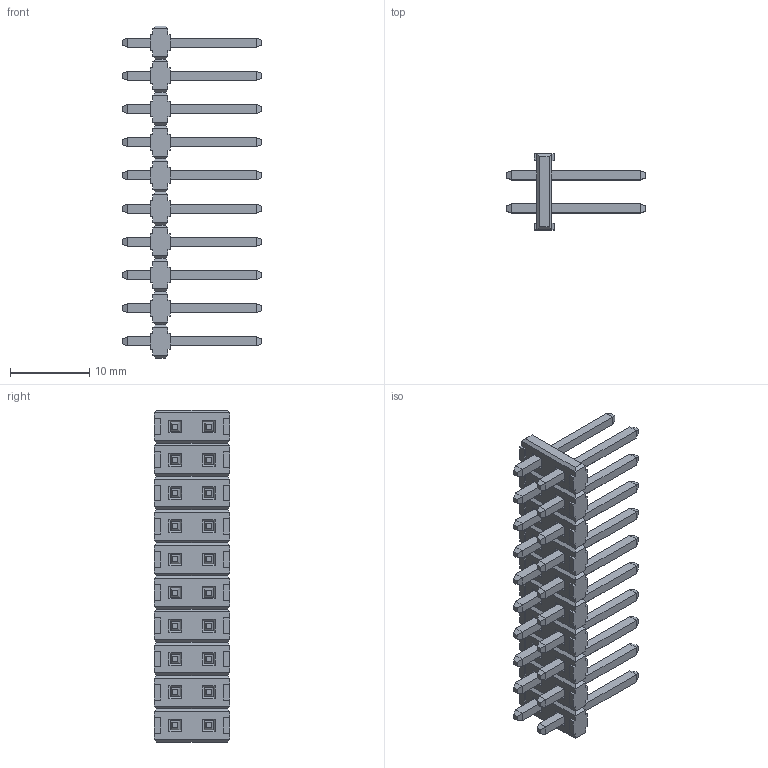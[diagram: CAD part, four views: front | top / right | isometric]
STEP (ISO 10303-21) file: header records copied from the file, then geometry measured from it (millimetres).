
FILE_DESCRIPTION( ('This file contains a STEP AP42 implementation' ,'as created by ZW3D STEP Interface translator.') ,'2;1' );
FILE_NAME( '1C25-12XXXXS175XX.stp' ,'23 320.164541', (''), ('ZWCAD Software Co.'), 'Version 1.0', 'ZW3D to STEP translator', '' );
FILE_SCHEMA(('AUTOMOTIVE_DESIGN { 1 0 10303 214 1 1 1 1 }'));
Length unit declared in the file: millimetre
Products named in the file (2): 0; 1C25-1216SNS175T1
Bounding box: 17.5 x 9.6 x 42 mm (x, y, z)
Volume: 1146.4 mm3; surface area: 2990.6 mm2
Topology: 30 solids, 30 shells, 820 faces, 1880 edges, 1120 vertices
Faces by surface type: plane 820
Entity records: 22963 total; most frequent: CARTESIAN_POINT 3821, ORIENTED_EDGE 3760, DIRECTION 3522, VECTOR 1880, LINE 1880, EDGE_CURVE 1880, VERTEX_POINT 1120, EDGE_LOOP 860
